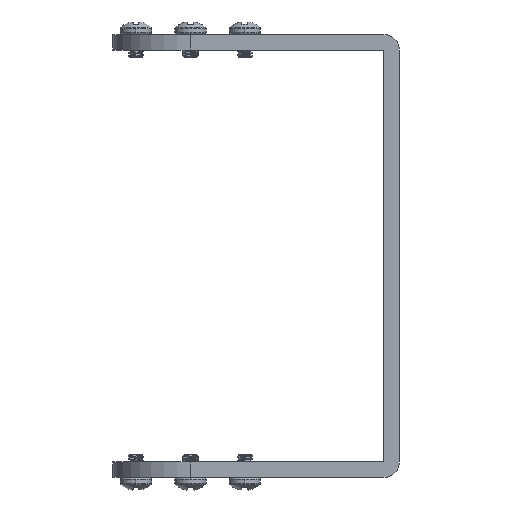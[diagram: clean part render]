
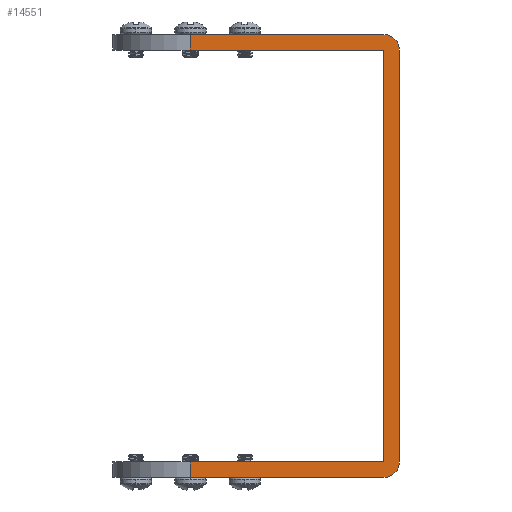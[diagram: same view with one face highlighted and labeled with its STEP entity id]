
A CAD part, front view. The second image highlights one B-rep face of the part: STEP entity #14551.
In plain terms, the highlighted planar face has unit normal (0, -1, 0).
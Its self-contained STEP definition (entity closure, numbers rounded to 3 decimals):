
#67 = DIRECTION ( 'NONE',  ( 0.707, 0., -0.707 ) ) ;
#386 = ORIENTED_EDGE ( 'NONE', *, *, #32164, .F. ) ;
#1000 = DIRECTION ( 'NONE',  ( 0., 1., 0. ) ) ;
#1092 = ORIENTED_EDGE ( 'NONE', *, *, #5099, .T. ) ;
#1200 = EDGE_CURVE ( 'NONE', #29770, #31312, #5577, .T. ) ;
#1651 = DIRECTION ( 'NONE',  ( 0., 0., 1. ) ) ;
#2626 = DIRECTION ( 'NONE',  ( 0., 1., 0. ) ) ;
#2806 = VERTEX_POINT ( 'NONE', #31396 ) ;
#3231 = ORIENTED_EDGE ( 'NONE', *, *, #11595, .F. ) ;
#3429 = CARTESIAN_POINT ( 'NONE',  ( 37.306, 0., -28.614 ) ) ;
#3634 = DIRECTION ( 'NONE',  ( 0., 1., 0. ) ) ;
#3640 = CIRCLE ( 'NONE', #10186, 2. ) ;
#3683 = CARTESIAN_POINT ( 'NONE',  ( 10.991, 0., 27.8 ) ) ;
#4496 = VERTEX_POINT ( 'NONE', #33022 ) ;
#4823 = VERTEX_POINT ( 'NONE', #3429 ) ;
#5099 = EDGE_CURVE ( 'NONE', #31514, #2806, #20469, .T. ) ;
#5577 = LINE ( 'NONE', #22979, #21561 ) ;
#5607 = CARTESIAN_POINT ( 'NONE',  ( 35.891, 0., -29.2 ) ) ;
#6276 = CARTESIAN_POINT ( 'NONE',  ( 35.891, 0., 25.8 ) ) ;
#6803 = CIRCLE ( 'NONE', #31322, 2. ) ;
#7184 = DIRECTION ( 'NONE',  ( 0., 0., 1. ) ) ;
#7418 = CARTESIAN_POINT ( 'NONE',  ( 35.891, 0., -27.2 ) ) ;
#7928 = CARTESIAN_POINT ( 'NONE',  ( 10.991, 0., -29.2 ) ) ;
#8332 = DIRECTION ( 'NONE',  ( 0., 0., 1. ) ) ;
#8803 = ORIENTED_EDGE ( 'NONE', *, *, #22240, .F. ) ;
#8831 = DIRECTION ( 'NONE',  ( -1., 0., 0. ) ) ;
#8894 = VECTOR ( 'NONE', #7184, 1000. ) ;
#9181 = DIRECTION ( 'NONE',  ( 0., 1., 0. ) ) ;
#9941 = VECTOR ( 'NONE', #8332, 1000. ) ;
#10186 = AXIS2_PLACEMENT_3D ( 'NONE', #22142, #1000, #27240 ) ;
#10260 = ORIENTED_EDGE ( 'NONE', *, *, #25115, .T. ) ;
#10572 = AXIS2_PLACEMENT_3D ( 'NONE', #15069, #2626, #33679 ) ;
#11544 = CARTESIAN_POINT ( 'NONE',  ( 35.891, 0., 25.8 ) ) ;
#11595 = EDGE_CURVE ( 'NONE', #20764, #32178, #19233, .T. ) ;
#11845 = VERTEX_POINT ( 'NONE', #25049 ) ;
#12419 = VERTEX_POINT ( 'NONE', #7928 ) ;
#12661 = CIRCLE ( 'NONE', #17020, 2. ) ;
#13551 = EDGE_CURVE ( 'NONE', #12419, #26053, #14600, .T. ) ;
#14551 = ADVANCED_FACE ( 'NONE', ( #33513 ), #25979, .F. ) ;
#14600 = LINE ( 'NONE', #22451, #19467 ) ;
#14929 = EDGE_CURVE ( 'NONE', #31312, #20764, #33426, .T. ) ;
#14934 = VECTOR ( 'NONE', #27773, 1000. ) ;
#15069 = CARTESIAN_POINT ( 'NONE',  ( 19.441, 0., -0.7 ) ) ;
#15131 = CARTESIAN_POINT ( 'NONE',  ( 10.991, 0., 25.8 ) ) ;
#15519 = EDGE_CURVE ( 'NONE', #4496, #4823, #6803, .T. ) ;
#16292 = ORIENTED_EDGE ( 'NONE', *, *, #14929, .F. ) ;
#16505 = VECTOR ( 'NONE', #28644, 1000. ) ;
#17020 = AXIS2_PLACEMENT_3D ( 'NONE', #7418, #28552, #67 ) ;
#17248 = CARTESIAN_POINT ( 'NONE',  ( 10.991, 0., 27.8 ) ) ;
#18712 = ORIENTED_EDGE ( 'NONE', *, *, #24691, .F. ) ;
#18883 = VECTOR ( 'NONE', #1651, 1000. ) ;
#19072 = CARTESIAN_POINT ( 'NONE',  ( 35.891, 0., 25.8 ) ) ;
#19180 = CARTESIAN_POINT ( 'NONE',  ( 35.891, 0., 27.8 ) ) ;
#19233 = LINE ( 'NONE', #19072, #29775 ) ;
#19329 = ORIENTED_EDGE ( 'NONE', *, *, #1200, .F. ) ;
#19427 = CIRCLE ( 'NONE', #30351, 2. ) ;
#19467 = VECTOR ( 'NONE', #25020, 1000. ) ;
#19716 = LINE ( 'NONE', #21667, #18883 ) ;
#20453 = CARTESIAN_POINT ( 'NONE',  ( 35.891, 0., -27.2 ) ) ;
#20469 = LINE ( 'NONE', #31212, #16505 ) ;
#20764 = VERTEX_POINT ( 'NONE', #6276 ) ;
#21561 = VECTOR ( 'NONE', #33739, 1000. ) ;
#21667 = CARTESIAN_POINT ( 'NONE',  ( 37.891, 0., -29.2 ) ) ;
#21960 = DIRECTION ( 'NONE',  ( 0.707, 0., 0.707 ) ) ;
#21973 = EDGE_CURVE ( 'NONE', #32178, #2806, #28805, .T. ) ;
#22142 = CARTESIAN_POINT ( 'NONE',  ( 35.891, 0., 25.8 ) ) ;
#22240 = EDGE_CURVE ( 'NONE', #4823, #26053, #12661, .T. ) ;
#22451 = CARTESIAN_POINT ( 'NONE',  ( 0.991, 0., -29.2 ) ) ;
#22979 = CARTESIAN_POINT ( 'NONE',  ( 0.991, 0., -27.2 ) ) ;
#24691 = EDGE_CURVE ( 'NONE', #12419, #29770, #27653, .T. ) ;
#25020 = DIRECTION ( 'NONE',  ( 1., 0., 0. ) ) ;
#25049 = CARTESIAN_POINT ( 'NONE',  ( 37.891, 0., 25.8 ) ) ;
#25115 = EDGE_CURVE ( 'NONE', #4496, #11845, #19716, .T. ) ;
#25489 = ORIENTED_EDGE ( 'NONE', *, *, #21973, .F. ) ;
#25492 = ORIENTED_EDGE ( 'NONE', *, *, #15519, .F. ) ;
#25803 = CARTESIAN_POINT ( 'NONE',  ( 10.991, 0., -27.2 ) ) ;
#25979 = PLANE ( 'NONE',  #10572 ) ;
#26053 = VERTEX_POINT ( 'NONE', #5607 ) ;
#26493 = CARTESIAN_POINT ( 'NONE',  ( 35.891, 0., -27.2 ) ) ;
#26674 = ORIENTED_EDGE ( 'NONE', *, *, #32044, .F. ) ;
#26814 = DIRECTION ( 'NONE',  ( 0.707, 0., -0.707 ) ) ;
#27240 = DIRECTION ( 'NONE',  ( 0.707, 0., 0.707 ) ) ;
#27653 = LINE ( 'NONE', #17248, #8894 ) ;
#27773 = DIRECTION ( 'NONE',  ( 0., 0., 1. ) ) ;
#28073 = VERTEX_POINT ( 'NONE', #29151 ) ;
#28552 = DIRECTION ( 'NONE',  ( 0., 1., 0. ) ) ;
#28644 = DIRECTION ( 'NONE',  ( -1., 0., 0. ) ) ;
#28805 = LINE ( 'NONE', #3683, #9941 ) ;
#28950 = ORIENTED_EDGE ( 'NONE', *, *, #13551, .T. ) ;
#29151 = CARTESIAN_POINT ( 'NONE',  ( 37.306, 0., 27.214 ) ) ;
#29770 = VERTEX_POINT ( 'NONE', #25803 ) ;
#29775 = VECTOR ( 'NONE', #8831, 1000. ) ;
#30351 = AXIS2_PLACEMENT_3D ( 'NONE', #11544, #9181, #21960 ) ;
#30447 = EDGE_LOOP ( 'NONE', ( #25492, #10260, #386, #26674, #1092, #25489, #3231, #16292, #19329, #18712, #28950, #8803 ) ) ;
#31212 = CARTESIAN_POINT ( 'NONE',  ( 37.891, 0., 27.8 ) ) ;
#31312 = VERTEX_POINT ( 'NONE', #32890 ) ;
#31322 = AXIS2_PLACEMENT_3D ( 'NONE', #26493, #3634, #26814 ) ;
#31396 = CARTESIAN_POINT ( 'NONE',  ( 10.991, 0., 27.8 ) ) ;
#31514 = VERTEX_POINT ( 'NONE', #19180 ) ;
#32044 = EDGE_CURVE ( 'NONE', #31514, #28073, #3640, .T. ) ;
#32164 = EDGE_CURVE ( 'NONE', #28073, #11845, #19427, .T. ) ;
#32178 = VERTEX_POINT ( 'NONE', #15131 ) ;
#32890 = CARTESIAN_POINT ( 'NONE',  ( 35.891, 0., -27.2 ) ) ;
#33022 = CARTESIAN_POINT ( 'NONE',  ( 37.891, 0., -27.2 ) ) ;
#33426 = LINE ( 'NONE', #20453, #14934 ) ;
#33513 = FACE_OUTER_BOUND ( 'NONE', #30447, .T. ) ;
#33679 = DIRECTION ( 'NONE',  ( 0., 0., -1. ) ) ;
#33739 = DIRECTION ( 'NONE',  ( 1., 0., 0. ) ) ;
